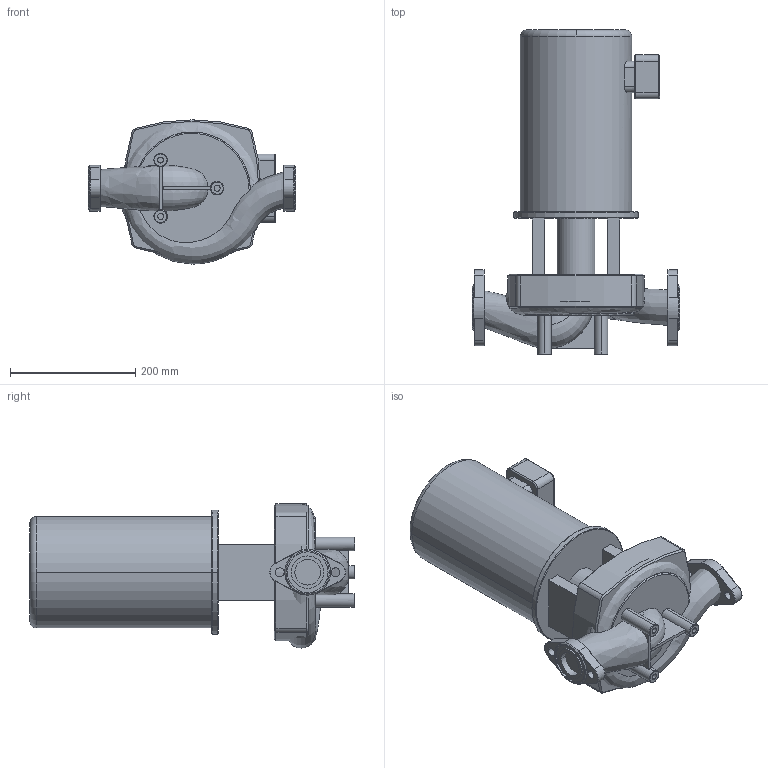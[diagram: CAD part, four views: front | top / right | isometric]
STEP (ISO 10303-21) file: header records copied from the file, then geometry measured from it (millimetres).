
FILE_DESCRIPTION((''),'2;1');
FILE_NAME('3d_IPL1.5-16_80-4 115_208-230_TEFC-2705365.stp','2009-12-21T08:51:51',(''),(''),'Mechanical Desktop 2008','Mechanical Desktop 2008',', , ');
FILE_SCHEMA(('CONFIG_CONTROL_DESIGN'));
Length unit declared in the file: inch
Products named in the file (1): Product
Bounding box: 330.2 x 518.91 x 230 mm (x, y, z)
Volume: 13238599.9 mm3; surface area: 653799.1 mm2
Topology: 10 solids, 10 shells, 257 faces, 608 edges, 381 vertices
Faces by surface type: bspline 94, cylinder 65, plane 53, torus 23, cone 22
Entity records: 14184 total; most frequent: CARTESIAN_POINT 8342, ORIENTED_EDGE 1216, DIRECTION 1135, EDGE_CURVE 608, AXIS2_PLACEMENT_3D 414, VERTEX_POINT 381, VECTOR 307, LINE 307
